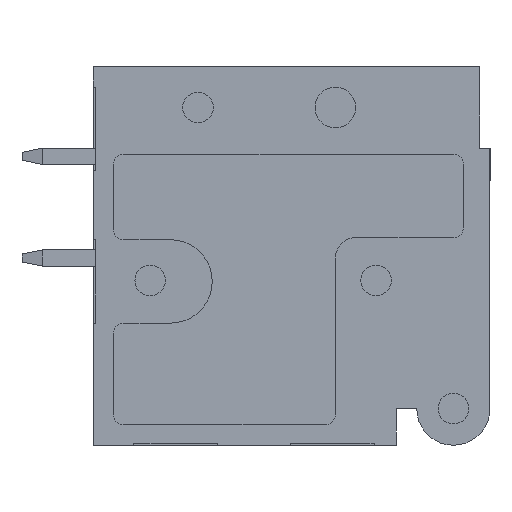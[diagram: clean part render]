
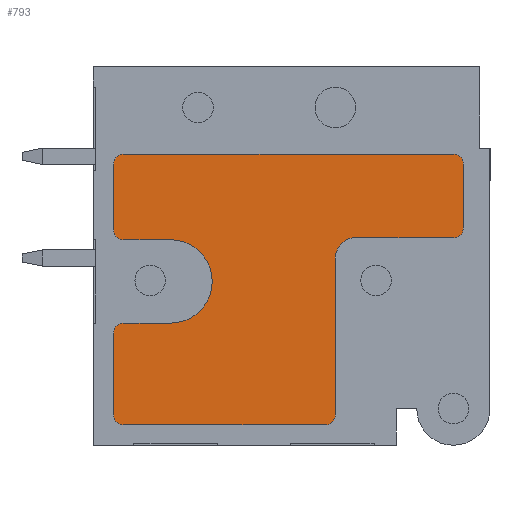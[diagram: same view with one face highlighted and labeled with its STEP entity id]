
A CAD part, left-side view. The second image highlights one B-rep face of the part: STEP entity #793.
In plain terms, the highlighted planar face has unit normal (-1, 0, 0).
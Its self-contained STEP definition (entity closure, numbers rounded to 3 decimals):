
#793 = ADVANCED_FACE( '', ( #1724 ), #1725, .F. );
#1724 = FACE_OUTER_BOUND( '', #3007, .T. );
#1725 = PLANE( '', #3008 );
#3007 = EDGE_LOOP( '', ( #5125, #5126, #5127, #5128, #5129, #5130, #5131, #5132, #5133, #5134, #5135, #5136, #5137, #5138, #5139, #5140, #5141, #5142 ) );
#3008 = AXIS2_PLACEMENT_3D( '', #5143, #5144, #5145 );
#5125 = ORIENTED_EDGE( '', *, *, #7917, .T. );
#5126 = ORIENTED_EDGE( '', *, *, #7918, .T. );
#5127 = ORIENTED_EDGE( '', *, *, #7919, .T. );
#5128 = ORIENTED_EDGE( '', *, *, #7477, .T. );
#5129 = ORIENTED_EDGE( '', *, *, #7617, .T. );
#5130 = ORIENTED_EDGE( '', *, *, #7563, .T. );
#5131 = ORIENTED_EDGE( '', *, *, #7920, .T. );
#5132 = ORIENTED_EDGE( '', *, *, #7581, .T. );
#5133 = ORIENTED_EDGE( '', *, *, #7399, .T. );
#5134 = ORIENTED_EDGE( '', *, *, #7921, .T. );
#5135 = ORIENTED_EDGE( '', *, *, #7922, .T. );
#5136 = ORIENTED_EDGE( '', *, *, #7912, .T. );
#5137 = ORIENTED_EDGE( '', *, *, #7923, .T. );
#5138 = ORIENTED_EDGE( '', *, *, #7924, .T. );
#5139 = ORIENTED_EDGE( '', *, *, #7467, .T. );
#5140 = ORIENTED_EDGE( '', *, *, #7925, .T. );
#5141 = ORIENTED_EDGE( '', *, *, #7926, .T. );
#5142 = ORIENTED_EDGE( '', *, *, #7927, .T. );
#5143 = CARTESIAN_POINT( '', ( -2.3, 5.7, -0.15 ) );
#5144 = DIRECTION( '', ( 1., 0., 0. ) );
#5145 = DIRECTION( '', ( 0., 0., -1. ) );
#7399 = EDGE_CURVE( '', #8678, #8679, #8680, .T. );
#7467 = EDGE_CURVE( '', #8804, #8802, #8805, .T. );
#7477 = EDGE_CURVE( '', #8822, #8820, #8823, .T. );
#7563 = EDGE_CURVE( '', #8972, #8973, #8974, .F. );
#7581 = EDGE_CURVE( '', #9003, #8678, #9004, .F. );
#7617 = EDGE_CURVE( '', #8820, #8972, #9060, .T. );
#7912 = EDGE_CURVE( '', #9540, #9541, #9542, .T. );
#7917 = EDGE_CURVE( '', #9549, #9550, #9551, .T. );
#7918 = EDGE_CURVE( '', #9550, #9552, #9553, .F. );
#7919 = EDGE_CURVE( '', #9552, #8822, #9554, .T. );
#7920 = EDGE_CURVE( '', #8973, #9003, #9555, .T. );
#7921 = EDGE_CURVE( '', #8679, #9556, #9557, .F. );
#7922 = EDGE_CURVE( '', #9556, #9540, #9558, .T. );
#7923 = EDGE_CURVE( '', #9541, #9559, #9560, .T. );
#7924 = EDGE_CURVE( '', #9559, #8804, #9561, .F. );
#7925 = EDGE_CURVE( '', #8802, #9562, #9563, .F. );
#7926 = EDGE_CURVE( '', #9562, #9564, #9565, .T. );
#7927 = EDGE_CURVE( '', #9564, #9549, #9566, .F. );
#8678 = VERTEX_POINT( '', #10562 );
#8679 = VERTEX_POINT( '', #10563 );
#8680 = LINE( '', #10564, #10565 );
#8802 = VERTEX_POINT( '', #10770 );
#8804 = VERTEX_POINT( '', #10773 );
#8805 = LINE( '', #10774, #10775 );
#8820 = VERTEX_POINT( '', #10795 );
#8822 = VERTEX_POINT( '', #10798 );
#8823 = CIRCLE( '', #10799, 2.05 );
#8972 = VERTEX_POINT( '', #11046 );
#8973 = VERTEX_POINT( '', #11047 );
#8974 = CIRCLE( '', #11048, 0.5 );
#9003 = VERTEX_POINT( '', #11083 );
#9004 = CIRCLE( '', #11084, 0.5 );
#9060 = LINE( '', #11163, #11164 );
#9540 = VERTEX_POINT( '', #11900 );
#9541 = VERTEX_POINT( '', #11901 );
#9542 = CIRCLE( '', #11902, 1. );
#9549 = VERTEX_POINT( '', #11911 );
#9550 = VERTEX_POINT( '', #11912 );
#9551 = LINE( '', #11913, #11914 );
#9552 = VERTEX_POINT( '', #11915 );
#9553 = CIRCLE( '', #11916, 0.5 );
#9554 = LINE( '', #11917, #11918 );
#9555 = LINE( '', #11919, #11920 );
#9556 = VERTEX_POINT( '', #11921 );
#9557 = CIRCLE( '', #11922, 0.5 );
#9558 = LINE( '', #11923, #11924 );
#9559 = VERTEX_POINT( '', #11925 );
#9560 = LINE( '', #11926, #11927 );
#9561 = CIRCLE( '', #11928, 0.5 );
#9562 = VERTEX_POINT( '', #11929 );
#9563 = CIRCLE( '', #11930, 0.5 );
#9564 = VERTEX_POINT( '', #11931 );
#9565 = LINE( '', #11932, #11933 );
#9566 = CIRCLE( '', #11934, 0.5 );
#10562 = CARTESIAN_POINT( '', ( -2.3, 8., -7.2 ) );
#10563 = CARTESIAN_POINT( '', ( -2.3, -1.9, -7.2 ) );
#10564 = CARTESIAN_POINT( '', ( -2.3, 8.5, -7.2 ) );
#10565 = VECTOR( '', #13400, 1000. );
#10770 = CARTESIAN_POINT( '', ( -2.3, -8.7, 5.6 ) );
#10773 = CARTESIAN_POINT( '', ( -2.3, -8.7, 2.5 ) );
#10774 = CARTESIAN_POINT( '', ( -2.3, -8.7, 2. ) );
#10775 = VECTOR( '', #13480, 1000. );
#10795 = CARTESIAN_POINT( '', ( -2.3, 5.7, -2.2 ) );
#10798 = CARTESIAN_POINT( '', ( -2.3, 5.7, 1.9 ) );
#10799 = AXIS2_PLACEMENT_3D( '', #13490, #13491, #13492 );
#11046 = CARTESIAN_POINT( '', ( -2.3, 8., -2.2 ) );
#11047 = CARTESIAN_POINT( '', ( -2.3, 8.5, -2.7 ) );
#11048 = AXIS2_PLACEMENT_3D( '', #13579, #13580, #13581 );
#11083 = CARTESIAN_POINT( '', ( -2.3, 8.5, -6.7 ) );
#11084 = AXIS2_PLACEMENT_3D( '', #13606, #13607, #13608 );
#11163 = CARTESIAN_POINT( '', ( -2.3, 8.5, -2.2 ) );
#11164 = VECTOR( '', #13644, 1000. );
#11900 = CARTESIAN_POINT( '', ( -2.3, -2.4, 1. ) );
#11901 = CARTESIAN_POINT( '', ( -2.3, -3.4, 2. ) );
#11902 = AXIS2_PLACEMENT_3D( '', #13936, #13937, #13938 );
#11911 = CARTESIAN_POINT( '', ( -2.3, 8.5, 5.6 ) );
#11912 = CARTESIAN_POINT( '', ( -2.3, 8.5, 2.4 ) );
#11913 = CARTESIAN_POINT( '', ( -2.3, 8.5, 6.1 ) );
#11914 = VECTOR( '', #13944, 1000. );
#11915 = CARTESIAN_POINT( '', ( -2.3, 8., 1.9 ) );
#11916 = AXIS2_PLACEMENT_3D( '', #13945, #13946, #13947 );
#11917 = CARTESIAN_POINT( '', ( -2.3, 8.5, 1.9 ) );
#11918 = VECTOR( '', #13948, 1000. );
#11919 = CARTESIAN_POINT( '', ( -2.3, 8.5, -2.2 ) );
#11920 = VECTOR( '', #13949, 1000. );
#11921 = CARTESIAN_POINT( '', ( -2.3, -2.4, -6.7 ) );
#11922 = AXIS2_PLACEMENT_3D( '', #13950, #13951, #13952 );
#11923 = CARTESIAN_POINT( '', ( -2.3, -2.4, -7.2 ) );
#11924 = VECTOR( '', #13953, 1000. );
#11925 = CARTESIAN_POINT( '', ( -2.3, -8.2, 2. ) );
#11926 = CARTESIAN_POINT( '', ( -2.3, -2.4, 2. ) );
#11927 = VECTOR( '', #13954, 1000. );
#11928 = AXIS2_PLACEMENT_3D( '', #13955, #13956, #13957 );
#11929 = CARTESIAN_POINT( '', ( -2.3, -8.2, 6.1 ) );
#11930 = AXIS2_PLACEMENT_3D( '', #13958, #13959, #13960 );
#11931 = CARTESIAN_POINT( '', ( -2.3, 8., 6.1 ) );
#11932 = CARTESIAN_POINT( '', ( -2.3, -8.7, 6.1 ) );
#11933 = VECTOR( '', #13961, 1000. );
#11934 = AXIS2_PLACEMENT_3D( '', #13962, #13963, #13964 );
#13400 = DIRECTION( '', ( 0., -1., 0. ) );
#13480 = DIRECTION( '', ( 0., 0., 1. ) );
#13490 = CARTESIAN_POINT( '', ( -2.3, 5.7, -0.15 ) );
#13491 = DIRECTION( '', ( 1., 0., 0. ) );
#13492 = DIRECTION( '', ( 0., 1., 0. ) );
#13579 = CARTESIAN_POINT( '', ( -2.3, 8., -2.7 ) );
#13580 = DIRECTION( '', ( 1., 0., 0. ) );
#13581 = DIRECTION( '', ( 0., 0., -1. ) );
#13606 = CARTESIAN_POINT( '', ( -2.3, 8., -6.7 ) );
#13607 = DIRECTION( '', ( 1., 0., 0. ) );
#13608 = DIRECTION( '', ( 0., 0., -1. ) );
#13644 = DIRECTION( '', ( 0., 1., 0. ) );
#13936 = CARTESIAN_POINT( '', ( -2.3, -3.4, 1. ) );
#13937 = DIRECTION( '', ( 1., 0., 0. ) );
#13938 = DIRECTION( '', ( 0., 0., -1. ) );
#13944 = DIRECTION( '', ( 0., 0., -1. ) );
#13945 = CARTESIAN_POINT( '', ( -2.3, 8., 2.4 ) );
#13946 = DIRECTION( '', ( 1., 0., 0. ) );
#13947 = DIRECTION( '', ( 0., 0., -1. ) );
#13948 = DIRECTION( '', ( 0., -1., 0. ) );
#13949 = DIRECTION( '', ( 0., 0., -1. ) );
#13950 = CARTESIAN_POINT( '', ( -2.3, -1.9, -6.7 ) );
#13951 = DIRECTION( '', ( 1., 0., 0. ) );
#13952 = DIRECTION( '', ( 0., 0., -1. ) );
#13953 = DIRECTION( '', ( 0., 0., 1. ) );
#13954 = DIRECTION( '', ( 0., -1., 0. ) );
#13955 = CARTESIAN_POINT( '', ( -2.3, -8.2, 2.5 ) );
#13956 = DIRECTION( '', ( 1., 0., 0. ) );
#13957 = DIRECTION( '', ( 0., 0., -1. ) );
#13958 = CARTESIAN_POINT( '', ( -2.3, -8.2, 5.6 ) );
#13959 = DIRECTION( '', ( 1., 0., 0. ) );
#13960 = DIRECTION( '', ( 0., 0., -1. ) );
#13961 = DIRECTION( '', ( 0., 1., 0. ) );
#13962 = CARTESIAN_POINT( '', ( -2.3, 8., 5.6 ) );
#13963 = DIRECTION( '', ( 1., 0., 0. ) );
#13964 = DIRECTION( '', ( 0., 0., -1. ) );
